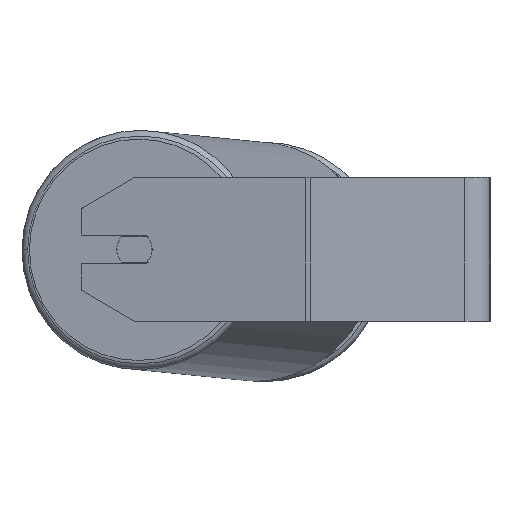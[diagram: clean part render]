
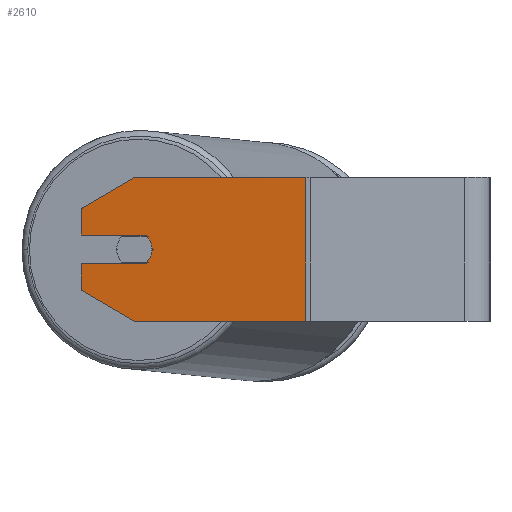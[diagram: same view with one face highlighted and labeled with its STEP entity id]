
A CAD part, left-side view. The second image highlights one B-rep face of the part: STEP entity #2610.
In plain terms, the highlighted planar face has unit normal (-0.985, 0.174, 0).
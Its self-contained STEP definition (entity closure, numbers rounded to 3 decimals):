
#149 = VECTOR ( 'NONE', #5014, 1000. ) ;
#177 = CARTESIAN_POINT ( 'NONE',  ( -614.038, 191.669, -8. ) ) ;
#192 = EDGE_CURVE ( 'NONE', #1414, #4511, #6547, .T. ) ;
#359 = AXIS2_PLACEMENT_3D ( 'NONE', #5981, #7431, #4037 ) ;
#376 = VECTOR ( 'NONE', #2101, 1000. ) ;
#444 = DIRECTION ( 'NONE',  ( 0.15, 0.853, -0.5 ) ) ;
#540 = VECTOR ( 'NONE', #6826, 1000. ) ;
#642 = AXIS2_PLACEMENT_3D ( 'NONE', #4309, #6260, #5643 ) ;
#695 = ORIENTED_EDGE ( 'NONE', *, *, #8090, .F. ) ;
#757 = ORIENTED_EDGE ( 'NONE', *, *, #2431, .T. ) ;
#786 = CARTESIAN_POINT ( 'NONE',  ( -614.038, 191.669, 8. ) ) ;
#799 = CARTESIAN_POINT ( 'NONE',  ( -629.787, 102.35, 40. ) ) ;
#875 = LINE ( 'NONE', #786, #7430 ) ;
#934 = LINE ( 'NONE', #799, #149 ) ;
#993 = VERTEX_POINT ( 'NONE', #8422 ) ;
#1061 = ORIENTED_EDGE ( 'NONE', *, *, #3111, .F. ) ;
#1181 = EDGE_CURVE ( 'NONE', #6836, #5514, #3492, .T. ) ;
#1328 = DIRECTION ( 'NONE',  ( -0.174, -0.985, 0. ) ) ;
#1414 = VERTEX_POINT ( 'NONE', #8455 ) ;
#1641 = VERTEX_POINT ( 'NONE', #4960 ) ;
#2017 = EDGE_CURVE ( 'NONE', #7517, #993, #2334, .T. ) ;
#2101 = DIRECTION ( 'NONE',  ( -0.174, -0.985, 0. ) ) ;
#2141 = EDGE_CURVE ( 'NONE', #3297, #7966, #4451, .T. ) ;
#2236 = ORIENTED_EDGE ( 'NONE', *, *, #192, .T. ) ;
#2313 = CARTESIAN_POINT ( 'NONE',  ( -629.787, 102.35, 40. ) ) ;
#2334 = LINE ( 'NONE', #7672, #3186 ) ;
#2431 = EDGE_CURVE ( 'NONE', #4511, #3297, #4936, .T. ) ;
#2511 = EDGE_CURVE ( 'NONE', #1641, #7517, #3823, .T. ) ;
#2529 = ORIENTED_EDGE ( 'NONE', *, *, #4083, .F. ) ;
#2578 = FACE_OUTER_BOUND ( 'NONE', #3918, .T. ) ;
#2610 = ADVANCED_FACE ( 'NONE', ( #2578 ), #5325, .F. ) ;
#2662 = CARTESIAN_POINT ( 'NONE',  ( -614.038, 191.669, 8. ) ) ;
#2772 = VECTOR ( 'NONE', #8550, 1000. ) ;
#3083 = CIRCLE ( 'NONE', #5899, 10. ) ;
#3111 = EDGE_CURVE ( 'NONE', #5514, #993, #875, .T. ) ;
#3129 = ORIENTED_EDGE ( 'NONE', *, *, #2141, .T. ) ;
#3186 = VECTOR ( 'NONE', #6930, 1000. ) ;
#3297 = VERTEX_POINT ( 'NONE', #5825 ) ;
#3395 = EDGE_CURVE ( 'NONE', #1641, #8139, #8153, .T. ) ;
#3481 = ORIENTED_EDGE ( 'NONE', *, *, #5193, .F. ) ;
#3492 = CIRCLE ( 'NONE', #642, 10. ) ;
#3823 = LINE ( 'NONE', #8495, #4884 ) ;
#3918 = EDGE_LOOP ( 'NONE', ( #2529, #3481, #2236, #757, #3129, #695, #8440, #7343, #5245, #1061, #6917 ) ) ;
#3930 = CARTESIAN_POINT ( 'NONE',  ( -607.787, 227.122, 22.679 ) ) ;
#4037 = DIRECTION ( 'NONE',  ( 0.174, 0.985, 0. ) ) ;
#4083 = EDGE_CURVE ( 'NONE', #6390, #6836, #3083, .T. ) ;
#4167 = VECTOR ( 'NONE', #7906, 1000. ) ;
#4212 = CARTESIAN_POINT ( 'NONE',  ( -614.733, 187.729, 0. ) ) ;
#4309 = CARTESIAN_POINT ( 'NONE',  ( -612.996, 197.577, 0. ) ) ;
#4410 = CARTESIAN_POINT ( 'NONE',  ( -607.787, 227.122, -40. ) ) ;
#4451 = LINE ( 'NONE', #4410, #2772 ) ;
#4511 = VERTEX_POINT ( 'NONE', #6845 ) ;
#4703 = DIRECTION ( 'NONE',  ( -0.985, 0.174, 0. ) ) ;
#4884 = VECTOR ( 'NONE', #444, 1000. ) ;
#4936 = LINE ( 'NONE', #7575, #6717 ) ;
#4960 = CARTESIAN_POINT ( 'NONE',  ( -612.996, 197.577, 40. ) ) ;
#4961 = DIRECTION ( 'NONE',  ( 0.174, 0.985, 0. ) ) ;
#5014 = DIRECTION ( 'NONE',  ( 0., 0., -1. ) ) ;
#5193 = EDGE_CURVE ( 'NONE', #1414, #6390, #6080, .T. ) ;
#5225 = CARTESIAN_POINT ( 'NONE',  ( -607.787, 227.122, 40. ) ) ;
#5245 = ORIENTED_EDGE ( 'NONE', *, *, #2017, .T. ) ;
#5325 = PLANE ( 'NONE',  #359 ) ;
#5514 = VERTEX_POINT ( 'NONE', #2662 ) ;
#5643 = DIRECTION ( 'NONE',  ( -0.174, -0.985, 0. ) ) ;
#5825 = CARTESIAN_POINT ( 'NONE',  ( -612.996, 197.577, -40. ) ) ;
#5899 = AXIS2_PLACEMENT_3D ( 'NONE', #6735, #4703, #1328 ) ;
#5981 = CARTESIAN_POINT ( 'NONE',  ( -607.787, 227.122, 40. ) ) ;
#6080 = LINE ( 'NONE', #177, #540 ) ;
#6129 = CARTESIAN_POINT ( 'NONE',  ( -607.787, 227.122, 40. ) ) ;
#6160 = CARTESIAN_POINT ( 'NONE',  ( -629.787, 102.35, -40. ) ) ;
#6260 = DIRECTION ( 'NONE',  ( -0.985, 0.174, 0. ) ) ;
#6261 = DIRECTION ( 'NONE',  ( -0.15, -0.853, -0.5 ) ) ;
#6390 = VERTEX_POINT ( 'NONE', #8279 ) ;
#6547 = LINE ( 'NONE', #5225, #4167 ) ;
#6717 = VECTOR ( 'NONE', #6261, 1000. ) ;
#6735 = CARTESIAN_POINT ( 'NONE',  ( -612.996, 197.577, 0. ) ) ;
#6826 = DIRECTION ( 'NONE',  ( -0.174, -0.985, 0. ) ) ;
#6836 = VERTEX_POINT ( 'NONE', #4212 ) ;
#6845 = CARTESIAN_POINT ( 'NONE',  ( -607.787, 227.122, -22.679 ) ) ;
#6917 = ORIENTED_EDGE ( 'NONE', *, *, #1181, .F. ) ;
#6930 = DIRECTION ( 'NONE',  ( 0., 0., -1. ) ) ;
#7343 = ORIENTED_EDGE ( 'NONE', *, *, #2511, .T. ) ;
#7430 = VECTOR ( 'NONE', #4961, 1000. ) ;
#7431 = DIRECTION ( 'NONE',  ( 0.985, -0.174, 0. ) ) ;
#7517 = VERTEX_POINT ( 'NONE', #3930 ) ;
#7575 = CARTESIAN_POINT ( 'NONE',  ( -612.996, 197.577, -40. ) ) ;
#7672 = CARTESIAN_POINT ( 'NONE',  ( -607.787, 227.122, 40. ) ) ;
#7906 = DIRECTION ( 'NONE',  ( 0., 0., -1. ) ) ;
#7966 = VERTEX_POINT ( 'NONE', #6160 ) ;
#8090 = EDGE_CURVE ( 'NONE', #8139, #7966, #934, .T. ) ;
#8139 = VERTEX_POINT ( 'NONE', #2313 ) ;
#8153 = LINE ( 'NONE', #6129, #376 ) ;
#8279 = CARTESIAN_POINT ( 'NONE',  ( -614.038, 191.669, -8. ) ) ;
#8422 = CARTESIAN_POINT ( 'NONE',  ( -607.787, 227.122, 8. ) ) ;
#8440 = ORIENTED_EDGE ( 'NONE', *, *, #3395, .F. ) ;
#8455 = CARTESIAN_POINT ( 'NONE',  ( -607.787, 227.122, -8. ) ) ;
#8495 = CARTESIAN_POINT ( 'NONE',  ( -607.787, 227.122, 22.679 ) ) ;
#8550 = DIRECTION ( 'NONE',  ( -0.174, -0.985, 0. ) ) ;
